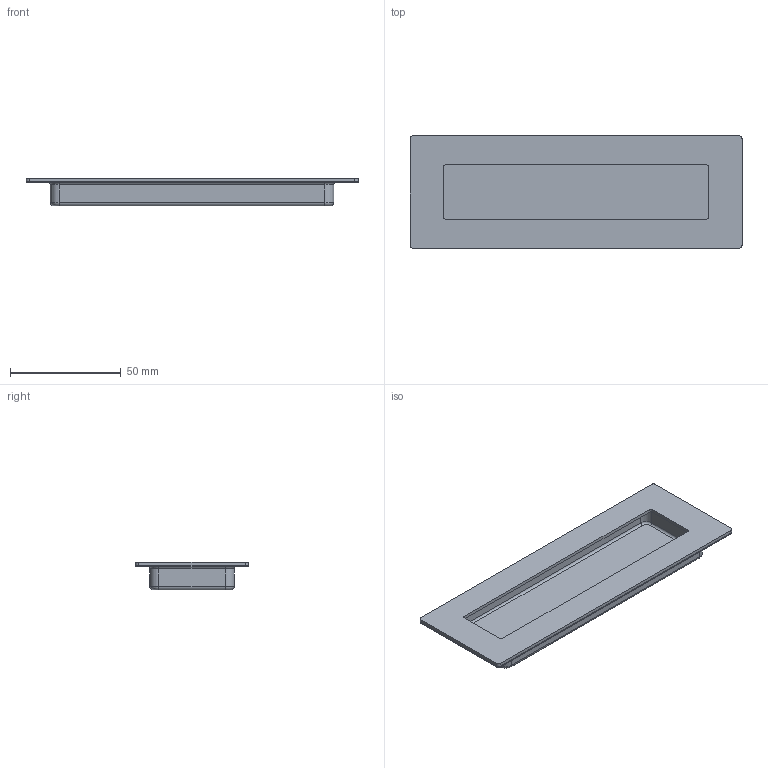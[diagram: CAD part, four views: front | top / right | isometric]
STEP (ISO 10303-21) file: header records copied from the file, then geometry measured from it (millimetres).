
FILE_DESCRIPTION(('Creo Elements/Direct Modeling STEP Export'),'2;1');
FILE_NAME('2291-150.stp','2022-05-04T10:37:45',(''),(''),'Creo Elements/Direct Modeling STEP processor for AP214 (Solid Model)','Creo Elements/Direct Modeling 20.0 12-Nov-2016 (C) Parametric Technology GmbH','');
FILE_SCHEMA(('AUTOMOTIVE_DESIGN { 1 0 10303 214 1 1 1 1 }'));
Length unit declared in the file: millimetre
Products named in the file (3): Oberteil; Unterteil; NI-9305
Assembly tree (2 placements, depth 2):
  NI-9305
    Unterteil
    Oberteil
Bounding box: 150 x 51 x 12.5 mm (x, y, z)
Volume: 12412.5 mm3; surface area: 32044.2 mm2
Topology: 2 solids, 2 shells, 78 faces, 184 edges, 112 vertices
Faces by surface type: cylinder 36, plane 26, torus 16
Entity records: 2319 total; most frequent: DIRECTION 434, CARTESIAN_POINT 377, ORIENTED_EDGE 368, EDGE_CURVE 184, AXIS2_PLACEMENT_3D 169, VERTEX_POINT 112, VECTOR 96, LINE 96
